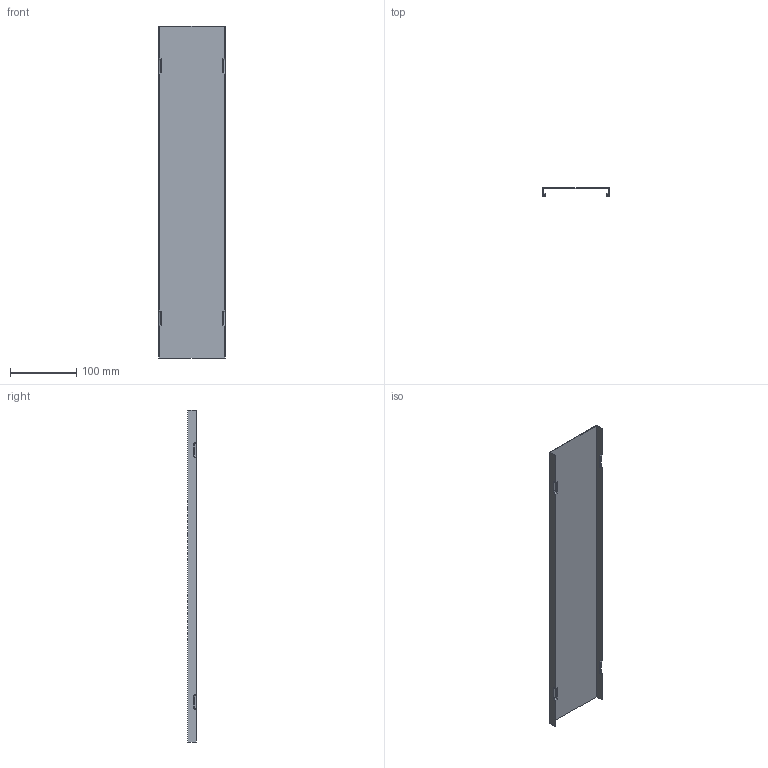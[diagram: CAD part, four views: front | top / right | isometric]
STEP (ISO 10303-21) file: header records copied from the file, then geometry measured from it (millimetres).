
FILE_DESCRIPTION(/* description */ (''),/* implementation_level */ '2;1');
FILE_NAME(/* name */ 'KTDPVplus90-100x300.ipt.stp',/* time_stamp */ '2023-05-25T17:02:44+03:00',/* author */ ('Ртищев А.О.'),/* organization */ (''),/* preprocessor_version */ 'ST-DEVELOPER v19.2',/* originating_system */ 'Autodesk Inventor 2023',/* authorisation */ '');
FILE_SCHEMA (('AUTOMOTIVE_DESIGN { 1 0 10303 214 3 1 1 }'));
Length unit declared in the file: millimetre
Products named in the file (1): Крышка на верт.
 Т-ответвитель переходник 
100-300 с разворотом 
трассы на 90гр. 
"ПЛЮС" (нижняя часть 
больше исходной)
Bounding box: 100 x 12.5 x 500 mm (x, y, z)
Volume: 49616.6 mm3; surface area: 124787 mm2
Topology: 1 solids, 1 shells, 50 faces, 144 edges, 96 vertices
Faces by surface type: plane 34, cone 16
Entity records: 1742 total; most frequent: CARTESIAN_POINT 291, ORIENTED_EDGE 288, DIRECTION 278, EDGE_CURVE 144, LINE 112, VECTOR 112, VERTEX_POINT 96, AXIS2_PLACEMENT_3D 83
